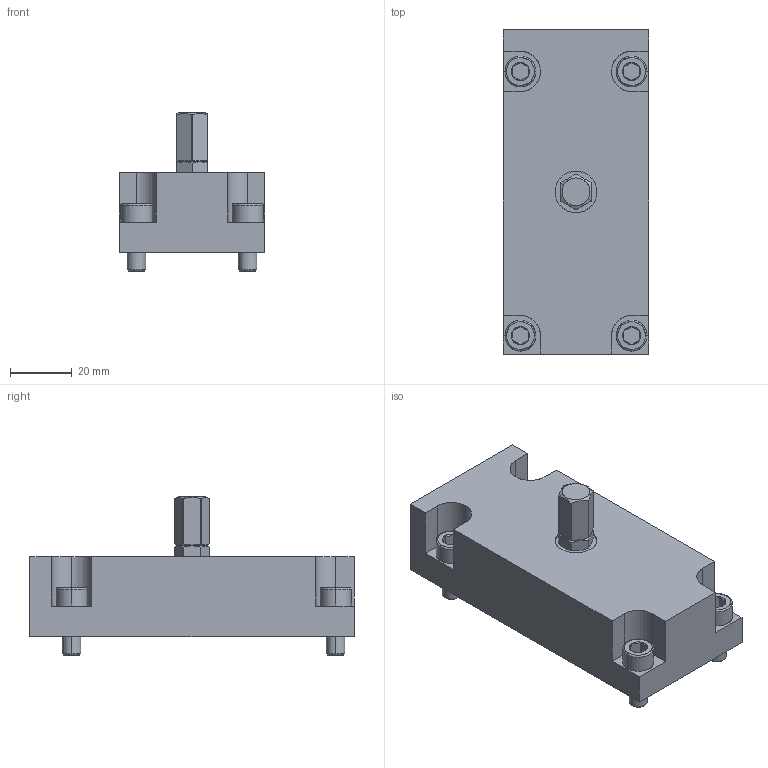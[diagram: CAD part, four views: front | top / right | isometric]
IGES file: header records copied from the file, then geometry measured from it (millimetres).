
Start section: SolidWorks IGES file using analytic representation for surfaces
Global section: file name: HCPA004103990-HCF0004103996-HCF0007704584.igs; native system: SolidWorks 2014; preprocessor: SolidWorks 2014; author: serviziopdm; date: 161108.122759; units: millimetre
Bounding box: 47 x 105 x 51.47 mm (x, y, z)
Surface area: 25546 mm2 (no closed solid volume)
Topology: 0 solids, 0 shells, 257 faces, 3749 edges, 3747 vertices
Faces by surface type: revolution 145, bspline 112
